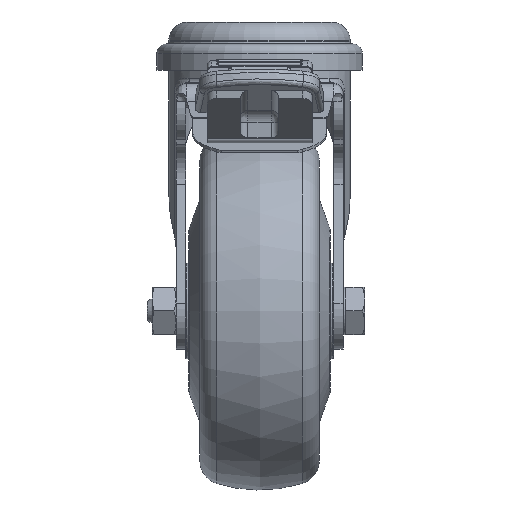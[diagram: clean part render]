
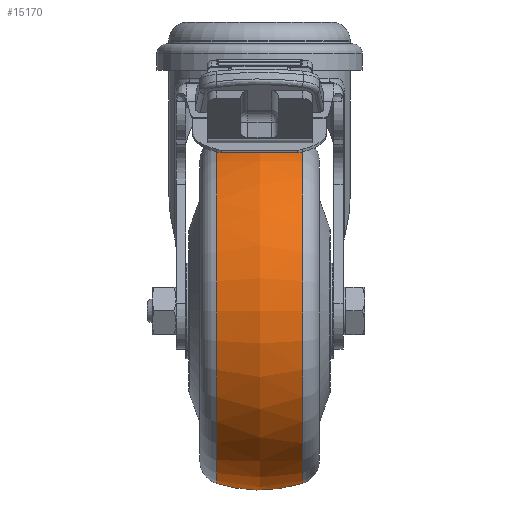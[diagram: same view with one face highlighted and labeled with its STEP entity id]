
A CAD part, front view. The second image highlights one B-rep face of the part: STEP entity #15170.
In plain terms, the highlighted free-form (B-spline) face has degree [2, 2] with [3, 9] control points.
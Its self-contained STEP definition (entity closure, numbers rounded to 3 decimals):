
#2655=(
BOUNDED_CURVE()
B_SPLINE_CURVE(2,(#22186,#22187,#22188),.UNSPECIFIED.,.F.,.F.)
B_SPLINE_CURVE_WITH_KNOTS((3,3),(-0.305,0.305),
 .UNSPECIFIED.)
CURVE()
GEOMETRIC_REPRESENTATION_ITEM()
RATIONAL_B_SPLINE_CURVE((1.,0.954,1.))
REPRESENTATION_ITEM('')
);
#2713=(
BOUNDED_SURFACE()
B_SPLINE_SURFACE(2,2,((#22158,#22159,#22160,#22161,#22162,#22163,#22164,
#22165,#22166),(#22167,#22168,#22169,#22170,#22171,#22172,#22173,#22174,
#22175),(#22176,#22177,#22178,#22179,#22180,#22181,#22182,#22183,#22184)),
 .UNSPECIFIED.,.F.,.T.,.F.)
B_SPLINE_SURFACE_WITH_KNOTS((3,3),(3,2,2,2,3),(-0.305,0.305),
(-3.142,-1.571,0.,1.571,3.142),
 .UNSPECIFIED.)
GEOMETRIC_REPRESENTATION_ITEM()
RATIONAL_B_SPLINE_SURFACE(((1.,0.707,1.,0.707,1.,
0.707,1.,0.707,1.),(0.954,0.675,
0.954,0.675,0.954,0.675,
0.954,0.675,0.954),(1.,0.707,
1.,0.707,1.,0.707,1.,0.707,1.)))
REPRESENTATION_ITEM('')
SURFACE()
);
#3329=FACE_OUTER_BOUND('',#4274,.T.);
#4274=EDGE_LOOP('',(#9797,#9798,#9799,#9800));
#5392=CIRCLE('',#16119,36.118);
#5393=CIRCLE('',#16120,36.118);
#6219=VERTEX_POINT('',#22156);
#6220=VERTEX_POINT('',#22185);
#7620=EDGE_CURVE('',#6219,#6219,#5392,.T.);
#7621=EDGE_CURVE('',#6219,#6220,#2655,.T.);
#7622=EDGE_CURVE('',#6220,#6220,#5393,.T.);
#9797=ORIENTED_EDGE('',*,*,#7620,.F.);
#9798=ORIENTED_EDGE('',*,*,#7621,.T.);
#9799=ORIENTED_EDGE('',*,*,#7622,.T.);
#9800=ORIENTED_EDGE('',*,*,#7621,.F.);
#15170=ADVANCED_FACE('',(#3329),#2713,.F.);
#16119=AXIS2_PLACEMENT_3D('',#22157,#17829,#17830);
#16120=AXIS2_PLACEMENT_3D('',#22189,#17831,#17832);
#17829=DIRECTION('center_axis',(1.,0.,0.));
#17830=DIRECTION('ref_axis',(0.,0.,1.));
#17831=DIRECTION('center_axis',(1.,0.,0.));
#17832=DIRECTION('ref_axis',(0.,0.,1.));
#22156=CARTESIAN_POINT('',(9.,-28.,-96.618));
#22157=CARTESIAN_POINT('Origin',(9.,-28.,-60.5));
#22158=CARTESIAN_POINT('Ctrl Pts',(9.,-28.,-96.618));
#22159=CARTESIAN_POINT('Ctrl Pts',(9.,-64.118,-96.618));
#22160=CARTESIAN_POINT('Ctrl Pts',(9.,-64.118,-60.5));
#22161=CARTESIAN_POINT('Ctrl Pts',(9.,-64.118,-24.382));
#22162=CARTESIAN_POINT('Ctrl Pts',(9.,-28.,-24.382));
#22163=CARTESIAN_POINT('Ctrl Pts',(9.,8.118,-24.382));
#22164=CARTESIAN_POINT('Ctrl Pts',(9.,8.118,-60.5));
#22165=CARTESIAN_POINT('Ctrl Pts',(9.,8.118,-96.618));
#22166=CARTESIAN_POINT('Ctrl Pts',(9.,-28.,-96.618));
#22167=CARTESIAN_POINT('Ctrl Pts',(0.,-28.,
-99.449));
#22168=CARTESIAN_POINT('Ctrl Pts',(0.,-66.949,
-99.449));
#22169=CARTESIAN_POINT('Ctrl Pts',(0.,-66.949,
-60.5));
#22170=CARTESIAN_POINT('Ctrl Pts',(0.,-66.949,
-21.551));
#22171=CARTESIAN_POINT('Ctrl Pts',(0.,-28.,
-21.551));
#22172=CARTESIAN_POINT('Ctrl Pts',(0.,10.949,-21.551));
#22173=CARTESIAN_POINT('Ctrl Pts',(0.,10.949,
-60.5));
#22174=CARTESIAN_POINT('Ctrl Pts',(0.,10.949,
-99.449));
#22175=CARTESIAN_POINT('Ctrl Pts',(0.,-28.,
-99.449));
#22176=CARTESIAN_POINT('Ctrl Pts',(-9.,-28.,
-96.618));
#22177=CARTESIAN_POINT('Ctrl Pts',(-9.,-64.118,
-96.618));
#22178=CARTESIAN_POINT('Ctrl Pts',(-9.,-64.118,
-60.5));
#22179=CARTESIAN_POINT('Ctrl Pts',(-9.,-64.118,
-24.382));
#22180=CARTESIAN_POINT('Ctrl Pts',(-9.,-28.,
-24.382));
#22181=CARTESIAN_POINT('Ctrl Pts',(-9.,8.118,-24.382));
#22182=CARTESIAN_POINT('Ctrl Pts',(-9.,8.118,-60.5));
#22183=CARTESIAN_POINT('Ctrl Pts',(-9.,8.118,-96.618));
#22184=CARTESIAN_POINT('Ctrl Pts',(-9.,-28.,
-96.618));
#22185=CARTESIAN_POINT('',(-9.,-28.,-96.618));
#22186=CARTESIAN_POINT('Ctrl Pts',(9.,-28.,-96.618));
#22187=CARTESIAN_POINT('Ctrl Pts',(0.,-28.,
-99.449));
#22188=CARTESIAN_POINT('Ctrl Pts',(-9.,-28.,
-96.618));
#22189=CARTESIAN_POINT('Origin',(-9.,-28.,-60.5));
